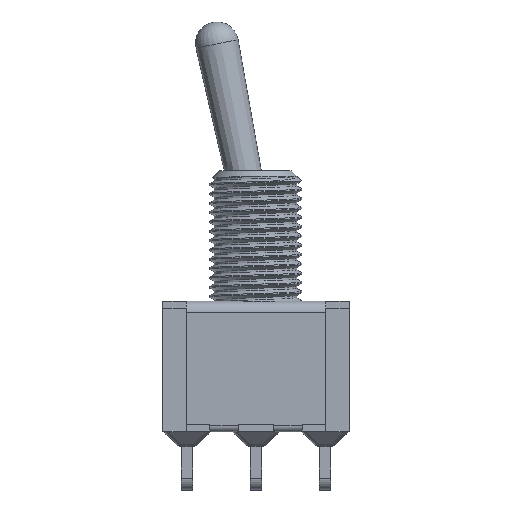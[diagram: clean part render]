
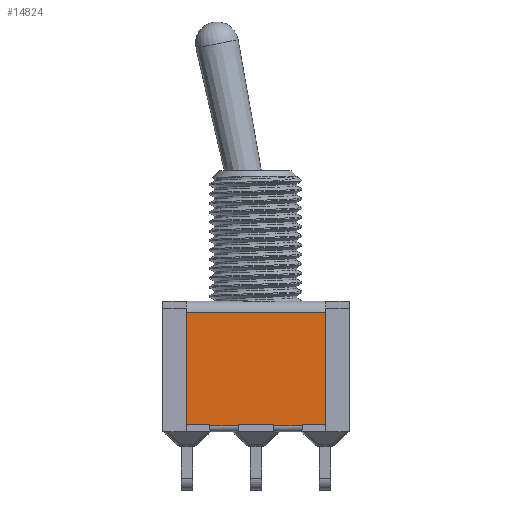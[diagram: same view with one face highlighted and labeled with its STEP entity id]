
A CAD part, top view. The second image highlights one B-rep face of the part: STEP entity #14824.
In plain terms, the highlighted planar face has unit normal (0, 0, 1).
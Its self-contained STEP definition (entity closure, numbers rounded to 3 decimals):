
#105 = VERTEX_POINT ( 'NONE', #1485 ) ;
#179 = ORIENTED_EDGE ( 'NONE', *, *, #17991, .T. ) ;
#602 = CARTESIAN_POINT ( 'NONE',  ( 1.194, 1.4, 3.43 ) ) ;
#948 = VERTEX_POINT ( 'NONE', #12636 ) ;
#1219 = ORIENTED_EDGE ( 'NONE', *, *, #14103, .T. ) ;
#1485 = CARTESIAN_POINT ( 'NONE',  ( -1.194, 1.51, 3.43 ) ) ;
#1816 = LINE ( 'NONE', #20333, #10239 ) ;
#1975 = ORIENTED_EDGE ( 'NONE', *, *, #6005, .T. ) ;
#2206 = DIRECTION ( 'NONE',  ( 0., -1., 0. ) ) ;
#2250 = EDGE_CURVE ( 'NONE', #11994, #18289, #10042, .T. ) ;
#2386 = EDGE_CURVE ( 'NONE', #6794, #12786, #12485, .T. ) ;
#2661 = CARTESIAN_POINT ( 'NONE',  ( -3.156, 1.51, 3.43 ) ) ;
#2686 = LINE ( 'NONE', #14372, #10294 ) ;
#2706 = LINE ( 'NONE', #8292, #20071 ) ;
#2888 = LINE ( 'NONE', #15685, #22174 ) ;
#3319 = EDGE_CURVE ( 'NONE', #105, #9904, #3767, .T. ) ;
#3666 = CARTESIAN_POINT ( 'NONE',  ( -4.75, 1.51, 3.43 ) ) ;
#3767 = LINE ( 'NONE', #20896, #23720 ) ;
#3912 = VECTOR ( 'NONE', #4526, 1000. ) ;
#3941 = VERTEX_POINT ( 'NONE', #22495 ) ;
#4072 = EDGE_CURVE ( 'NONE', #16039, #15085, #17265, .T. ) ;
#4526 = DIRECTION ( 'NONE',  ( 0., 1., 0. ) ) ;
#4703 = DIRECTION ( 'NONE',  ( 1., 0., 0. ) ) ;
#4785 = ORIENTED_EDGE ( 'NONE', *, *, #16360, .T. ) ;
#4946 = DIRECTION ( 'NONE',  ( 1., 0., 0. ) ) ;
#5591 = CARTESIAN_POINT ( 'NONE',  ( 1.194, 1.51, 3.43 ) ) ;
#6005 = EDGE_CURVE ( 'NONE', #3941, #16039, #17745, .T. ) ;
#6304 = EDGE_CURVE ( 'NONE', #15228, #6794, #1816, .T. ) ;
#6561 = CARTESIAN_POINT ( 'NONE',  ( -4.75, 9.13, 3.43 ) ) ;
#6601 = CARTESIAN_POINT ( 'NONE',  ( 3.156, 1.4, 3.43 ) ) ;
#6794 = VERTEX_POINT ( 'NONE', #2661 ) ;
#7106 = VECTOR ( 'NONE', #11412, 1000. ) ;
#7427 = VECTOR ( 'NONE', #18234, 1000. ) ;
#7453 = CARTESIAN_POINT ( 'NONE',  ( -3.156, 1.4, 3.43 ) ) ;
#7866 = VECTOR ( 'NONE', #4703, 1000. ) ;
#8292 = CARTESIAN_POINT ( 'NONE',  ( -4.75, 9.13, 3.43 ) ) ;
#8454 = EDGE_CURVE ( 'NONE', #12786, #948, #9067, .T. ) ;
#8592 = VERTEX_POINT ( 'NONE', #11046 ) ;
#8919 = CARTESIAN_POINT ( 'NONE',  ( 3.156, 1.51, 3.43 ) ) ;
#9067 = LINE ( 'NONE', #7453, #7106 ) ;
#9417 = CARTESIAN_POINT ( 'NONE',  ( 1.194, 1.51, 3.43 ) ) ;
#9904 = VERTEX_POINT ( 'NONE', #9417 ) ;
#10042 = LINE ( 'NONE', #10520, #7427 ) ;
#10198 = CARTESIAN_POINT ( 'NONE',  ( 0., 0., 3.43 ) ) ;
#10239 = VECTOR ( 'NONE', #4946, 1000. ) ;
#10294 = VECTOR ( 'NONE', #13876, 1000. ) ;
#10520 = CARTESIAN_POINT ( 'NONE',  ( 5.225, 9.13, 3.43 ) ) ;
#11025 = ORIENTED_EDGE ( 'NONE', *, *, #23938, .T. ) ;
#11046 = CARTESIAN_POINT ( 'NONE',  ( 4.75, 1.51, 3.43 ) ) ;
#11194 = CARTESIAN_POINT ( 'NONE',  ( -3.156, 1.4, 3.43 ) ) ;
#11412 = DIRECTION ( 'NONE',  ( 1., 0., 0. ) ) ;
#11994 = VERTEX_POINT ( 'NONE', #6561 ) ;
#12028 = DIRECTION ( 'NONE',  ( 0., 1., 0. ) ) ;
#12319 = DIRECTION ( 'NONE',  ( 1., 0., 0. ) ) ;
#12349 = CARTESIAN_POINT ( 'NONE',  ( -1.194, 1.4, 3.43 ) ) ;
#12485 = LINE ( 'NONE', #17962, #21687 ) ;
#12636 = CARTESIAN_POINT ( 'NONE',  ( -1.194, 1.4, 3.43 ) ) ;
#12696 = ORIENTED_EDGE ( 'NONE', *, *, #4072, .T. ) ;
#12786 = VERTEX_POINT ( 'NONE', #11194 ) ;
#12994 = ORIENTED_EDGE ( 'NONE', *, *, #6304, .T. ) ;
#13180 = DIRECTION ( 'NONE',  ( 0., -1., 0. ) ) ;
#13453 = VECTOR ( 'NONE', #13180, 1000. ) ;
#13876 = DIRECTION ( 'NONE',  ( 1., 0., 0. ) ) ;
#14103 = EDGE_CURVE ( 'NONE', #948, #105, #15966, .T. ) ;
#14194 = DIRECTION ( 'NONE',  ( 0., 0., 1. ) ) ;
#14372 = CARTESIAN_POINT ( 'NONE',  ( 3.156, 1.51, 3.43 ) ) ;
#14824 = ADVANCED_FACE ( 'NONE', ( #21375 ), #17539, .T. ) ;
#15085 = VERTEX_POINT ( 'NONE', #8919 ) ;
#15132 = ORIENTED_EDGE ( 'NONE', *, *, #3319, .T. ) ;
#15228 = VERTEX_POINT ( 'NONE', #3666 ) ;
#15685 = CARTESIAN_POINT ( 'NONE',  ( 4.75, 1.51, 3.43 ) ) ;
#15803 = VECTOR ( 'NONE', #12028, 1000. ) ;
#15966 = LINE ( 'NONE', #12349, #3912 ) ;
#16039 = VERTEX_POINT ( 'NONE', #6601 ) ;
#16360 = EDGE_CURVE ( 'NONE', #8592, #18289, #2888, .T. ) ;
#16588 = CARTESIAN_POINT ( 'NONE',  ( 4.75, 9.13, 3.43 ) ) ;
#17226 = EDGE_CURVE ( 'NONE', #9904, #3941, #24347, .T. ) ;
#17265 = LINE ( 'NONE', #22982, #15803 ) ;
#17539 = PLANE ( 'NONE',  #22952 ) ;
#17745 = LINE ( 'NONE', #602, #7866 ) ;
#17838 = DIRECTION ( 'NONE',  ( 0., -1., 0. ) ) ;
#17962 = CARTESIAN_POINT ( 'NONE',  ( -3.156, 1.51, 3.43 ) ) ;
#17991 = EDGE_CURVE ( 'NONE', #15085, #8592, #2686, .T. ) ;
#18234 = DIRECTION ( 'NONE',  ( 1., 0., 0. ) ) ;
#18289 = VERTEX_POINT ( 'NONE', #16588 ) ;
#18616 = ORIENTED_EDGE ( 'NONE', *, *, #2250, .F. ) ;
#20071 = VECTOR ( 'NONE', #2206, 1000. ) ;
#20333 = CARTESIAN_POINT ( 'NONE',  ( -4.75, 1.51, 3.43 ) ) ;
#20896 = CARTESIAN_POINT ( 'NONE',  ( -1.194, 1.51, 3.43 ) ) ;
#21375 = FACE_OUTER_BOUND ( 'NONE', #24271, .T. ) ;
#21687 = VECTOR ( 'NONE', #17838, 1000. ) ;
#21884 = DIRECTION ( 'NONE',  ( 0., 1., 0. ) ) ;
#22174 = VECTOR ( 'NONE', #21884, 1000. ) ;
#22227 = ORIENTED_EDGE ( 'NONE', *, *, #17226, .T. ) ;
#22495 = CARTESIAN_POINT ( 'NONE',  ( 1.194, 1.4, 3.43 ) ) ;
#22703 = ORIENTED_EDGE ( 'NONE', *, *, #2386, .T. ) ;
#22952 = AXIS2_PLACEMENT_3D ( 'NONE', #10198, #14194, #12319 ) ;
#22982 = CARTESIAN_POINT ( 'NONE',  ( 3.156, 1.4, 3.43 ) ) ;
#23720 = VECTOR ( 'NONE', #24385, 1000. ) ;
#23938 = EDGE_CURVE ( 'NONE', #11994, #15228, #2706, .T. ) ;
#24271 = EDGE_LOOP ( 'NONE', ( #4785, #18616, #11025, #12994, #22703, #24357, #1219, #15132, #22227, #1975, #12696, #179 ) ) ;
#24347 = LINE ( 'NONE', #5591, #13453 ) ;
#24357 = ORIENTED_EDGE ( 'NONE', *, *, #8454, .T. ) ;
#24385 = DIRECTION ( 'NONE',  ( 1., 0., 0. ) ) ;
